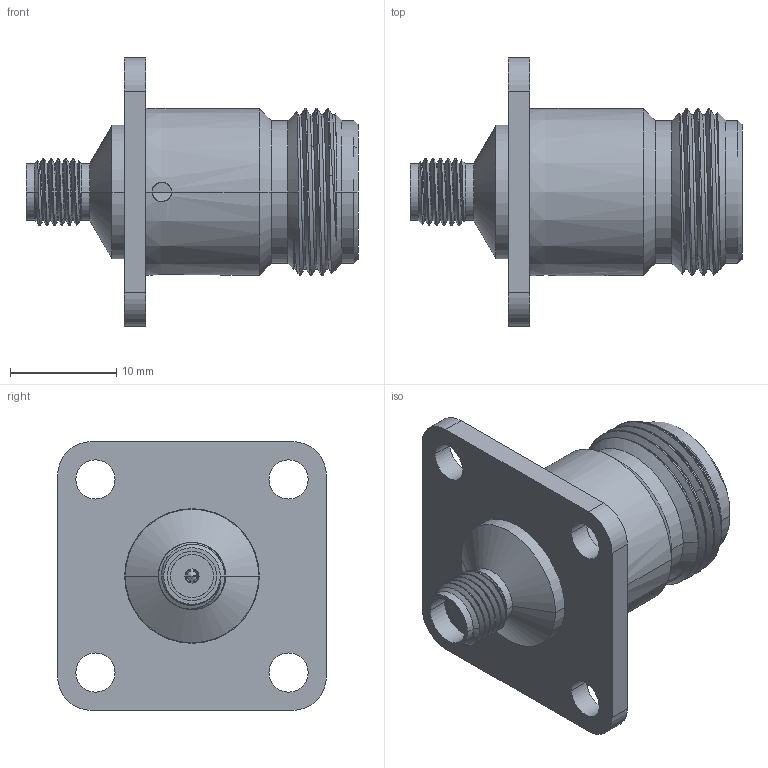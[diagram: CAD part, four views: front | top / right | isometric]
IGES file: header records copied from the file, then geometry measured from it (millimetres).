
Start section:  PTC IGES file: 901-9720.igs
Global section: file name: 901-9720.igs; native system: Pro/ENGINEER by Parametric Technology Corporation; preprocessor: 2008010; author: aarunprabu; organization: Unknown; date: 20090914.115953; units: inch
Bounding box: 31.29 x 25.34 x 25.34 mm (x, y, z)
Surface area: 3442.1 mm2 (no closed solid volume)
Topology: 0 solids, 0 shells, 107 faces, 546 edges, 544 vertices
Faces by surface type: revolution 78, bspline 29
